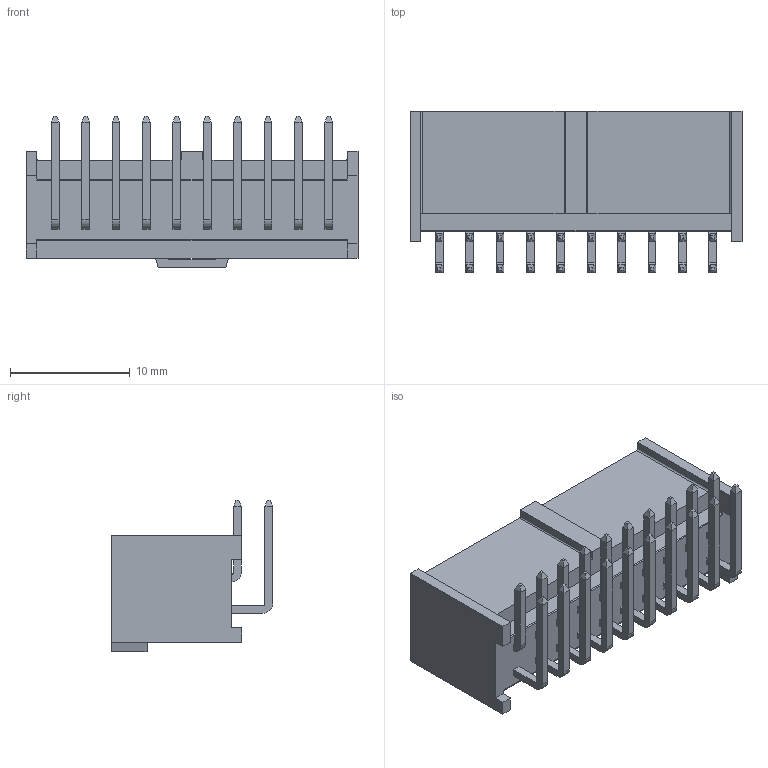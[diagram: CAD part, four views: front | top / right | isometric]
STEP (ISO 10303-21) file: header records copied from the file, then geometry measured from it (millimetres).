
FILE_DESCRIPTION((''),'2;1');
FILE_NAME('901303120','2011-04-26T',('gga'),(''),'PRO/ENGINEER BY PARAMETRIC TECHNOLOGY CORPORATION, 2003451','PRO/ENGINEER BY PARAMETRIC TECHNOLOGY CORPORATION, 2003451','');
FILE_SCHEMA(('CONFIG_CONTROL_DESIGN'));
Length unit declared in the file: millimetre
Products named in the file (1): 901303120
Bounding box: 27.74 x 13.47 x 12.65 mm (x, y, z)
Volume: 1065.5 mm3; surface area: 2536.3 mm2
Topology: 1 solids, 1 shells, 477 faces, 1184 edges, 748 vertices
Faces by surface type: plane 433, cylinder 44
Entity records: 13765 total; most frequent: CARTESIAN_POINT 2370, ORIENTED_EDGE 2288, DIRECTION 2268, EDGE_CURVE 1144, VECTOR 1056, LINE 1056, VERTEX_POINT 708, AXIS2_PLACEMENT_3D 606
